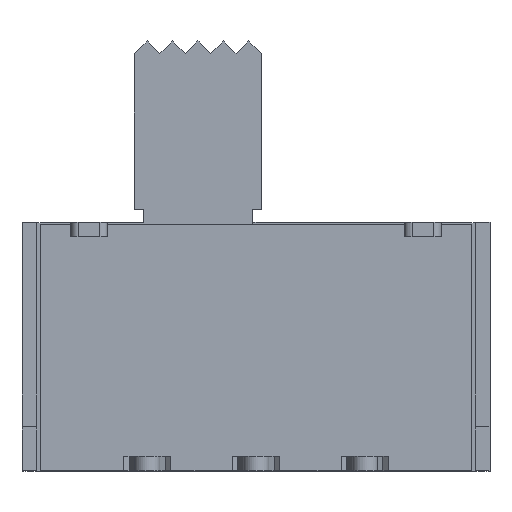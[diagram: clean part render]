
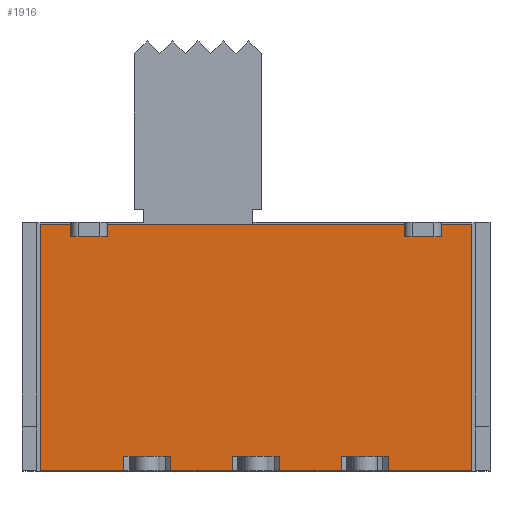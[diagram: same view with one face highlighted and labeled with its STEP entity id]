
A CAD part, top view. The second image highlights one B-rep face of the part: STEP entity #1916.
In plain terms, the highlighted face is planar.
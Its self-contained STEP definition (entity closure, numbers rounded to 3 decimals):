
#88=FACE_OUTER_BOUND('',#190,.T.);
#190=EDGE_LOOP('',(#1433,#1434,#1435,#1436,#1437,#1438,#1439,#1440,#1441,
#1442,#1443,#1444,#1445,#1446,#1447,#1448,#1449,#1450,#1451,#1452,#1453,
#1454,#1455,#1456,#1457,#1458,#1459,#1460,#1461,#1462));
#269=LINE('',#2664,#529);
#273=LINE('',#2673,#533);
#293=LINE('',#2713,#553);
#295=LINE('',#2718,#555);
#315=LINE('',#2758,#575);
#317=LINE('',#2763,#577);
#337=LINE('',#2803,#597);
#339=LINE('',#2807,#599);
#340=LINE('',#2809,#600);
#341=LINE('',#2811,#601);
#352=LINE('',#2836,#612);
#353=LINE('',#2838,#613);
#354=LINE('',#2841,#614);
#355=LINE('',#2843,#615);
#356=LINE('',#2845,#616);
#357=LINE('',#2848,#617);
#358=LINE('',#2850,#618);
#359=LINE('',#2852,#619);
#360=LINE('',#2855,#620);
#361=LINE('',#2857,#621);
#368=LINE('',#2876,#628);
#369=LINE('',#2878,#629);
#370=LINE('',#2880,#630);
#371=LINE('',#2882,#631);
#372=LINE('',#2884,#632);
#373=LINE('',#2886,#633);
#374=LINE('',#2888,#634);
#375=LINE('',#2890,#635);
#376=LINE('',#2892,#636);
#377=LINE('',#2893,#637);
#529=VECTOR('',#2145,1.);
#533=VECTOR('',#2151,1.);
#553=VECTOR('',#2183,1.);
#555=VECTOR('',#2187,1.);
#575=VECTOR('',#2219,1.);
#577=VECTOR('',#2223,1.);
#597=VECTOR('',#2255,1.);
#599=VECTOR('',#2261,10.);
#600=VECTOR('',#2264,10.);
#601=VECTOR('',#2267,10.);
#612=VECTOR('',#2282,10.);
#613=VECTOR('',#2285,1.);
#614=VECTOR('',#2290,1.);
#615=VECTOR('',#2293,1.);
#616=VECTOR('',#2296,1.);
#617=VECTOR('',#2301,1.);
#618=VECTOR('',#2304,1.);
#619=VECTOR('',#2307,1.);
#620=VECTOR('',#2312,1.);
#621=VECTOR('',#2315,1.);
#628=VECTOR('',#2334,1.);
#629=VECTOR('',#2335,1.);
#630=VECTOR('',#2336,1.);
#631=VECTOR('',#2337,1.);
#632=VECTOR('',#2338,1.);
#633=VECTOR('',#2339,1.);
#634=VECTOR('',#2340,1.);
#635=VECTOR('',#2341,1.);
#636=VECTOR('',#2342,1.);
#637=VECTOR('',#2343,1.);
#789=VERTEX_POINT('',#2661);
#790=VERTEX_POINT('',#2663);
#793=VERTEX_POINT('',#2671);
#794=VERTEX_POINT('',#2672);
#798=VERTEX_POINT('',#2682);
#804=VERTEX_POINT('',#2700);
#807=VERTEX_POINT('',#2710);
#808=VERTEX_POINT('',#2712);
#809=VERTEX_POINT('',#2716);
#810=VERTEX_POINT('',#2717);
#814=VERTEX_POINT('',#2727);
#820=VERTEX_POINT('',#2745);
#823=VERTEX_POINT('',#2755);
#824=VERTEX_POINT('',#2757);
#825=VERTEX_POINT('',#2761);
#826=VERTEX_POINT('',#2762);
#830=VERTEX_POINT('',#2772);
#836=VERTEX_POINT('',#2790);
#839=VERTEX_POINT('',#2800);
#840=VERTEX_POINT('',#2802);
#852=VERTEX_POINT('',#2834);
#858=VERTEX_POINT('',#2875);
#859=VERTEX_POINT('',#2877);
#860=VERTEX_POINT('',#2879);
#861=VERTEX_POINT('',#2881);
#862=VERTEX_POINT('',#2883);
#863=VERTEX_POINT('',#2885);
#864=VERTEX_POINT('',#2887);
#865=VERTEX_POINT('',#2889);
#866=VERTEX_POINT('',#2891);
#967=EDGE_CURVE('',#790,#789,#269,.T.);
#971=EDGE_CURVE('',#793,#794,#273,.T.);
#991=EDGE_CURVE('',#808,#807,#293,.T.);
#993=EDGE_CURVE('',#809,#810,#295,.T.);
#1013=EDGE_CURVE('',#824,#823,#315,.T.);
#1015=EDGE_CURVE('',#825,#826,#317,.T.);
#1035=EDGE_CURVE('',#840,#839,#337,.T.);
#1038=EDGE_CURVE('',#823,#826,#339,.T.);
#1040=EDGE_CURVE('',#807,#810,#340,.T.);
#1042=EDGE_CURVE('',#789,#794,#341,.T.);
#1055=EDGE_CURVE('',#839,#852,#352,.T.);
#1056=EDGE_CURVE('',#808,#804,#353,.T.);
#1058=EDGE_CURVE('',#804,#798,#354,.T.);
#1059=EDGE_CURVE('',#798,#793,#355,.T.);
#1060=EDGE_CURVE('',#824,#820,#356,.T.);
#1062=EDGE_CURVE('',#820,#814,#357,.T.);
#1063=EDGE_CURVE('',#814,#809,#358,.T.);
#1064=EDGE_CURVE('',#840,#836,#359,.T.);
#1066=EDGE_CURVE('',#836,#830,#360,.T.);
#1067=EDGE_CURVE('',#830,#825,#361,.T.);
#1074=EDGE_CURVE('',#858,#852,#368,.T.);
#1075=EDGE_CURVE('',#859,#858,#369,.T.);
#1076=EDGE_CURVE('',#859,#860,#370,.T.);
#1077=EDGE_CURVE('',#860,#861,#371,.T.);
#1078=EDGE_CURVE('',#862,#861,#372,.T.);
#1079=EDGE_CURVE('',#863,#862,#373,.T.);
#1080=EDGE_CURVE('',#863,#864,#374,.T.);
#1081=EDGE_CURVE('',#864,#865,#375,.T.);
#1082=EDGE_CURVE('',#866,#865,#376,.T.);
#1083=EDGE_CURVE('',#790,#866,#377,.T.);
#1433=ORIENTED_EDGE('',*,*,#967,.T.);
#1434=ORIENTED_EDGE('',*,*,#1042,.T.);
#1435=ORIENTED_EDGE('',*,*,#971,.F.);
#1436=ORIENTED_EDGE('',*,*,#1059,.F.);
#1437=ORIENTED_EDGE('',*,*,#1058,.F.);
#1438=ORIENTED_EDGE('',*,*,#1056,.F.);
#1439=ORIENTED_EDGE('',*,*,#991,.T.);
#1440=ORIENTED_EDGE('',*,*,#1040,.T.);
#1441=ORIENTED_EDGE('',*,*,#993,.F.);
#1442=ORIENTED_EDGE('',*,*,#1063,.F.);
#1443=ORIENTED_EDGE('',*,*,#1062,.F.);
#1444=ORIENTED_EDGE('',*,*,#1060,.F.);
#1445=ORIENTED_EDGE('',*,*,#1013,.T.);
#1446=ORIENTED_EDGE('',*,*,#1038,.T.);
#1447=ORIENTED_EDGE('',*,*,#1015,.F.);
#1448=ORIENTED_EDGE('',*,*,#1067,.F.);
#1449=ORIENTED_EDGE('',*,*,#1066,.F.);
#1450=ORIENTED_EDGE('',*,*,#1064,.F.);
#1451=ORIENTED_EDGE('',*,*,#1035,.T.);
#1452=ORIENTED_EDGE('',*,*,#1055,.T.);
#1453=ORIENTED_EDGE('',*,*,#1074,.F.);
#1454=ORIENTED_EDGE('',*,*,#1075,.F.);
#1455=ORIENTED_EDGE('',*,*,#1076,.T.);
#1456=ORIENTED_EDGE('',*,*,#1077,.T.);
#1457=ORIENTED_EDGE('',*,*,#1078,.F.);
#1458=ORIENTED_EDGE('',*,*,#1079,.F.);
#1459=ORIENTED_EDGE('',*,*,#1080,.T.);
#1460=ORIENTED_EDGE('',*,*,#1081,.T.);
#1461=ORIENTED_EDGE('',*,*,#1082,.F.);
#1462=ORIENTED_EDGE('',*,*,#1083,.F.);
#1821=PLANE('',#2041);
#1916=ADVANCED_FACE('',(#88),#1821,.F.);
#2041=AXIS2_PLACEMENT_3D('',#2874,#2332,#2333);
#2145=DIRECTION('',(0.,0.,-1.));
#2151=DIRECTION('',(0.,0.,-1.));
#2183=DIRECTION('',(0.,0.,-1.));
#2187=DIRECTION('',(0.,0.,-1.));
#2219=DIRECTION('',(0.,0.,-1.));
#2223=DIRECTION('',(0.,0.,-1.));
#2255=DIRECTION('',(0.,0.,-1.));
#2261=DIRECTION('',(1.,0.,0.));
#2264=DIRECTION('',(1.,0.,0.));
#2267=DIRECTION('',(1.,0.,0.));
#2282=DIRECTION('',(1.,0.,0.));
#2285=DIRECTION('',(-1.,0.,0.));
#2290=DIRECTION('',(-1.,0.,0.));
#2293=DIRECTION('',(-1.,0.,0.));
#2296=DIRECTION('',(-1.,0.,0.));
#2301=DIRECTION('',(-1.,0.,0.));
#2304=DIRECTION('',(-1.,0.,0.));
#2307=DIRECTION('',(-1.,0.,0.));
#2312=DIRECTION('',(-1.,0.,0.));
#2315=DIRECTION('',(-1.,0.,0.));
#2332=DIRECTION('center_axis',(0.,1.,0.));
#2333=DIRECTION('ref_axis',(1.,0.,0.));
#2334=DIRECTION('',(0.,0.,-1.));
#2335=DIRECTION('',(1.,0.,0.));
#2336=DIRECTION('',(0.,0.,-1.));
#2337=DIRECTION('',(-1.,0.,0.));
#2338=DIRECTION('',(0.,0.,-1.));
#2339=DIRECTION('',(1.,0.,0.));
#2340=DIRECTION('',(0.,0.,-1.));
#2341=DIRECTION('',(-1.,0.,0.));
#2342=DIRECTION('',(0.,0.,-1.));
#2343=DIRECTION('',(1.,0.,0.));
#2661=CARTESIAN_POINT('',(-5.95,0.,2.6));
#2663=CARTESIAN_POINT('',(-5.95,0.,9.4));
#2664=CARTESIAN_POINT('',(-5.95,0.,9.45));
#2671=CARTESIAN_POINT('',(-3.65,0.,3.));
#2672=CARTESIAN_POINT('',(-3.65,0.,2.6));
#2673=CARTESIAN_POINT('',(-3.65,0.,5.6));
#2682=CARTESIAN_POINT('',(-3.5,0.,3.));
#2700=CARTESIAN_POINT('',(-2.5,0.,3.));
#2710=CARTESIAN_POINT('',(-2.35,0.,2.6));
#2712=CARTESIAN_POINT('',(-2.35,0.,3.));
#2713=CARTESIAN_POINT('',(-2.35,0.,5.6));
#2716=CARTESIAN_POINT('',(-0.65,0.,3.));
#2717=CARTESIAN_POINT('',(-0.65,0.,2.6));
#2718=CARTESIAN_POINT('',(-0.65,0.,5.6));
#2727=CARTESIAN_POINT('',(-0.5,0.,3.));
#2745=CARTESIAN_POINT('',(0.5,0.,3.));
#2755=CARTESIAN_POINT('',(0.65,0.,2.6));
#2757=CARTESIAN_POINT('',(0.65,0.,3.));
#2758=CARTESIAN_POINT('',(0.65,0.,5.6));
#2761=CARTESIAN_POINT('',(2.35,0.,3.));
#2762=CARTESIAN_POINT('',(2.35,0.,2.6));
#2763=CARTESIAN_POINT('',(2.35,0.,5.6));
#2772=CARTESIAN_POINT('',(2.5,0.,3.));
#2790=CARTESIAN_POINT('',(3.5,0.,3.));
#2800=CARTESIAN_POINT('',(3.65,0.,2.6));
#2802=CARTESIAN_POINT('',(3.65,0.,3.));
#2803=CARTESIAN_POINT('',(3.65,0.,5.6));
#2807=CARTESIAN_POINT('',(1.825,0.,2.6));
#2809=CARTESIAN_POINT('',(1.825,0.,2.6));
#2811=CARTESIAN_POINT('',(1.825,0.,2.6));
#2834=CARTESIAN_POINT('',(5.95,0.,2.6));
#2836=CARTESIAN_POINT('',(1.825,0.,2.6));
#2838=CARTESIAN_POINT('',(-3.65,0.,3.));
#2841=CARTESIAN_POINT('',(-3.65,0.,3.));
#2843=CARTESIAN_POINT('',(-3.65,0.,3.));
#2845=CARTESIAN_POINT('',(-3.65,0.,3.));
#2848=CARTESIAN_POINT('',(-3.65,0.,3.));
#2850=CARTESIAN_POINT('',(-3.65,0.,3.));
#2852=CARTESIAN_POINT('',(-3.65,0.,3.));
#2855=CARTESIAN_POINT('',(-3.65,0.,3.));
#2857=CARTESIAN_POINT('',(-3.65,0.,3.));
#2874=CARTESIAN_POINT('Origin',(3.65,0.,5.6));
#2875=CARTESIAN_POINT('',(5.95,0.,9.4));
#2876=CARTESIAN_POINT('',(5.95,0.,9.45));
#2877=CARTESIAN_POINT('',(5.1,0.,9.4));
#2878=CARTESIAN_POINT('',(5.1,0.,9.4));
#2879=CARTESIAN_POINT('',(5.1,0.,9.05));
#2880=CARTESIAN_POINT('',(5.1,0.,9.45));
#2881=CARTESIAN_POINT('',(4.1,0.,9.05));
#2882=CARTESIAN_POINT('',(5.1,0.,9.05));
#2883=CARTESIAN_POINT('',(4.1,0.,9.4));
#2884=CARTESIAN_POINT('',(4.1,0.,9.45));
#2885=CARTESIAN_POINT('',(-4.1,0.,9.4));
#2886=CARTESIAN_POINT('',(-4.1,0.,9.4));
#2887=CARTESIAN_POINT('',(-4.1,0.,9.05));
#2888=CARTESIAN_POINT('',(-4.1,0.,9.45));
#2889=CARTESIAN_POINT('',(-5.1,0.,9.05));
#2890=CARTESIAN_POINT('',(-5.1,0.,9.05));
#2891=CARTESIAN_POINT('',(-5.1,0.,9.4));
#2892=CARTESIAN_POINT('',(-5.1,0.,9.45));
#2893=CARTESIAN_POINT('',(-5.95,0.,9.4));
